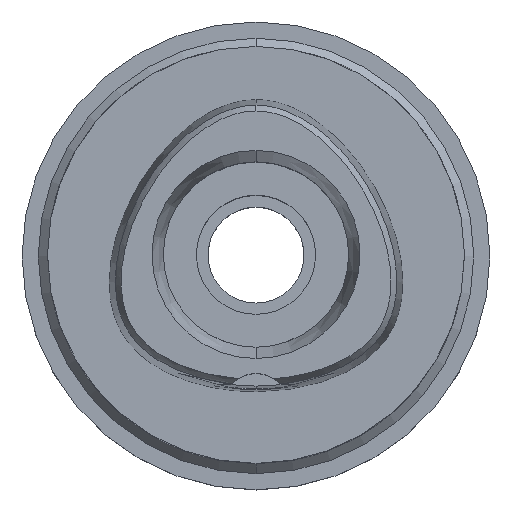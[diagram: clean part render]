
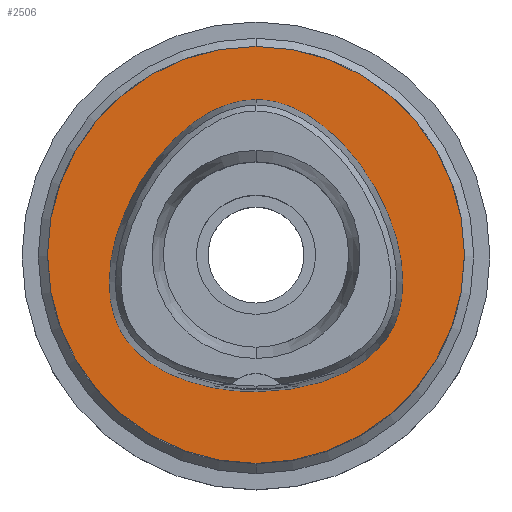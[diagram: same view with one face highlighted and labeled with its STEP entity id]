
A CAD part, top view. The second image highlights one B-rep face of the part: STEP entity #2506.
In plain terms, the highlighted planar face has unit normal (0, 0, 1).
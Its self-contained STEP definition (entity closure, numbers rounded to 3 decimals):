
#280=CARTESIAN_POINT('',(0.,0.,0.));
#281=DIRECTION('',(0.,0.,-1.));
#282=DIRECTION('',(0.,-1.,0.));
#283=AXIS2_PLACEMENT_3D('',#280,#281,#282);
#288=CARTESIAN_POINT('',(0.,0.,0.));
#289=DIRECTION('',(0.,0.,-1.));
#290=DIRECTION('',(0.,1.,0.));
#291=AXIS2_PLACEMENT_3D('',#288,#289,#290);
#296=CARTESIAN_POINT('',(0.,-20.675,0.));
#297=CARTESIAN_POINT('',(0.97,-20.675,0.));
#298=CARTESIAN_POINT('',(2.869,-20.597,
0.));
#299=CARTESIAN_POINT('',(5.629,-20.259,
0.));
#300=CARTESIAN_POINT('',(8.213,-19.725,0.));
#301=CARTESIAN_POINT('',(10.556,-19.03,0.));
#302=CARTESIAN_POINT('',(12.627,-18.215,0.));
#303=CARTESIAN_POINT('',(14.427,-17.314,0.));
#304=CARTESIAN_POINT('',(15.979,-16.348,0.));
#305=CARTESIAN_POINT('',(17.293,-15.344,0.));
#306=CARTESIAN_POINT('',(18.407,-14.306,0.));
#307=CARTESIAN_POINT('',(19.341,-13.238,0.));
#308=CARTESIAN_POINT('',(20.126,-12.125,0.));
#309=CARTESIAN_POINT('',(20.777,-10.945,0.));
#310=CARTESIAN_POINT('',(21.305,-9.682,0.));
#311=CARTESIAN_POINT('',(21.724,-8.295,0.));
#312=CARTESIAN_POINT('',(22.023,-6.764,0.));
#313=CARTESIAN_POINT('',(22.187,-5.054,0.));
#314=CARTESIAN_POINT('',(22.188,-3.165,0.));
#315=CARTESIAN_POINT('',(21.999,-1.085,0.));
#316=CARTESIAN_POINT('',(21.588,1.184,0.));
#317=CARTESIAN_POINT('',(20.929,3.613,0.));
#318=CARTESIAN_POINT('',(20.006,6.154,0.));
#319=CARTESIAN_POINT('',(18.824,8.726,0.));
#320=CARTESIAN_POINT('',(17.412,11.24,0.));
#321=CARTESIAN_POINT('',(15.816,13.607,0.));
#322=CARTESIAN_POINT('',(14.103,15.748,0.));
#323=CARTESIAN_POINT('',(12.332,17.619,0.));
#324=CARTESIAN_POINT('',(10.568,19.191,0.));
#325=CARTESIAN_POINT('',(8.845,20.474,0.));
#326=CARTESIAN_POINT('',(7.189,21.49,0.));
#327=CARTESIAN_POINT('',(5.609,22.265,0.));
#328=CARTESIAN_POINT('',(4.104,22.832,0.));
#329=CARTESIAN_POINT('',(2.672,23.212,0.));
#330=CARTESIAN_POINT('',(1.306,23.429,
0.));
#331=CARTESIAN_POINT('',(0.429,23.475,
0.));
#332=CARTESIAN_POINT('',(0.,23.475,
0.));
#337=CARTESIAN_POINT('',(0.,23.475,
0.));
#338=CARTESIAN_POINT('',(-0.43,23.475,
0.));
#339=CARTESIAN_POINT('',(-1.308,23.429,
0.));
#340=CARTESIAN_POINT('',(-2.677,23.211,
0.));
#341=CARTESIAN_POINT('',(-4.111,22.829,0.));
#342=CARTESIAN_POINT('',(-5.619,22.262,0.));
#343=CARTESIAN_POINT('',(-7.201,21.483,0.));
#344=CARTESIAN_POINT('',(-8.861,20.464,0.));
#345=CARTESIAN_POINT('',(-10.588,19.174,0.));
#346=CARTESIAN_POINT('',(-12.356,17.596,0.));
#347=CARTESIAN_POINT('',(-14.129,15.719,0.));
#348=CARTESIAN_POINT('',(-15.843,13.571,0.));
#349=CARTESIAN_POINT('',(-17.438,11.197,0.));
#350=CARTESIAN_POINT('',(-18.849,8.678,0.));
#351=CARTESIAN_POINT('',(-20.027,6.104,0.));
#352=CARTESIAN_POINT('',(-20.945,3.562,0.));
#353=CARTESIAN_POINT('',(-21.599,1.136,0.));
#354=CARTESIAN_POINT('',(-22.005,-1.13,0.));
#355=CARTESIAN_POINT('',(-22.19,-3.206,0.));
#356=CARTESIAN_POINT('',(-22.185,-5.094,0.));
#357=CARTESIAN_POINT('',(-22.018,-6.8,0.));
#358=CARTESIAN_POINT('',(-21.713,-8.338,0.));
#359=CARTESIAN_POINT('',(-21.293,-9.714,0.));
#360=CARTESIAN_POINT('',(-20.765,-10.968,0.));
#361=CARTESIAN_POINT('',(-20.126,-12.122,0.));
#362=CARTESIAN_POINT('',(-19.354,-13.22,0.));
#363=CARTESIAN_POINT('',(-18.431,-14.28,0.));
#364=CARTESIAN_POINT('',(-17.323,-15.32,0.));
#365=CARTESIAN_POINT('',(-16.001,-16.333,0.));
#366=CARTESIAN_POINT('',(-14.454,-17.299,0.));
#367=CARTESIAN_POINT('',(-12.652,-18.204,0.));
#368=CARTESIAN_POINT('',(-10.578,-19.022,0.));
#369=CARTESIAN_POINT('',(-8.233,-19.72,0.));
#370=CARTESIAN_POINT('',(-5.641,-20.258,
0.));
#371=CARTESIAN_POINT('',(-2.872,-20.597,
0.));
#372=CARTESIAN_POINT('',(-0.97,-20.675,0.));
#373=CARTESIAN_POINT('',(0.,-20.675,0.));
#1642=VERTEX_POINT('',#337);
#1643=VERTEX_POINT('',#373);
#1648=CARTESIAN_POINT('',(0.,-31.5,0.));
#1649=CARTESIAN_POINT('',(0.,31.5,0.));
#1650=VERTEX_POINT('',#1648);
#1651=VERTEX_POINT('',#1649);
#2490=CARTESIAN_POINT('',(0.,0.,0.));
#2491=DIRECTION('',(0.,0.,-1.));
#2492=DIRECTION('',(0.,-1.,0.));
#2493=AXIS2_PLACEMENT_3D('',#2490,#2491,#2492);
#2494=PLANE('',#2493);
#2496=ORIENTED_EDGE('',*,*,#2495,.T.);
#2498=ORIENTED_EDGE('',*,*,#2497,.T.);
#2499=EDGE_LOOP('',(#2496,#2498));
#2500=FACE_OUTER_BOUND('',#2499,.F.);
#2502=ORIENTED_EDGE('',*,*,#2501,.T.);
#2503=ORIENTED_EDGE('',*,*,#2473,.T.);
#2504=EDGE_LOOP('',(#2502,#2503));
#2505=FACE_BOUND('',#2504,.F.);
#284=CIRCLE('',#283,31.5);
#292=CIRCLE('',#291,31.5);
#333=B_SPLINE_CURVE_WITH_KNOTS('',3,(#296,#297,#298,#299,#300,#301,#302,#303,
#304,#305,#306,#307,#308,#309,#310,#311,#312,#313,#314,#315,#316,#317,#318,#319,
#320,#321,#322,#323,#324,#325,#326,#327,#328,#329,#330,#331,#332),.UNSPECIFIED.,
.F.,.F.,(4,1,1,1,1,1,1,1,1,1,1,1,1,1,1,1,1,1,1,1,1,1,1,1,1,1,1,1,1,1,1,1,1,1,4),
(0.,0.029,0.059,0.088,0.118,
0.147,0.176,0.206,0.235,
0.265,0.294,0.324,0.353,
0.382,0.412,0.441,0.471,0.5,
0.529,0.559,0.588,0.618,
0.647,0.676,0.706,0.735,
0.765,0.794,0.824,0.853,
0.882,0.912,0.941,0.971,1.),
.UNSPECIFIED.);
#374=B_SPLINE_CURVE_WITH_KNOTS('',3,(#337,#338,#339,#340,#341,#342,#343,#344,
#345,#346,#347,#348,#349,#350,#351,#352,#353,#354,#355,#356,#357,#358,#359,#360,
#361,#362,#363,#364,#365,#366,#367,#368,#369,#370,#371,#372,#373),.UNSPECIFIED.,
.F.,.F.,(4,1,1,1,1,1,1,1,1,1,1,1,1,1,1,1,1,1,1,1,1,1,1,1,1,1,1,1,1,1,1,1,1,1,4),
(0.,0.029,0.059,0.088,0.118,
0.147,0.176,0.206,0.235,
0.265,0.294,0.324,0.353,
0.382,0.412,0.441,0.471,0.5,
0.529,0.559,0.588,0.618,
0.647,0.676,0.706,0.735,
0.765,0.794,0.824,0.853,
0.882,0.912,0.941,0.971,1.),
.UNSPECIFIED.);
#2473=EDGE_CURVE('',#1642,#1643,#374,.T.);
#2495=EDGE_CURVE('',#1650,#1651,#284,.T.);
#2497=EDGE_CURVE('',#1651,#1650,#292,.T.);
#2501=EDGE_CURVE('',#1643,#1642,#333,.T.);
#2506=ADVANCED_FACE('',(#2500,#2505),#2494,.F.);
